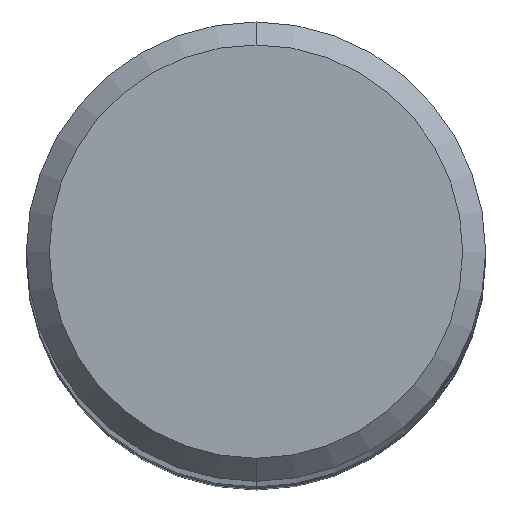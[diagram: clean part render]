
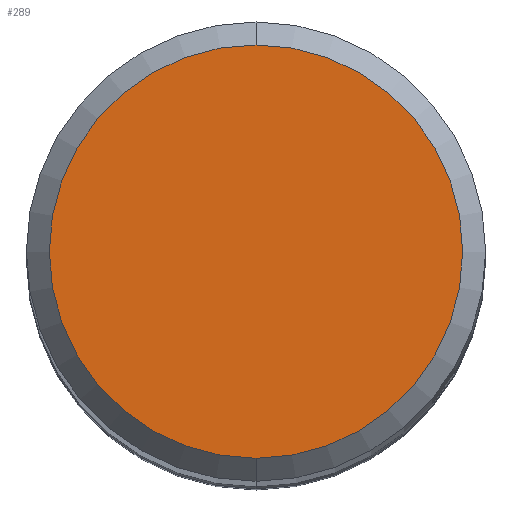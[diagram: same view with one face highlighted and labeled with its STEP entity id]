
A CAD part, top view. The second image highlights one B-rep face of the part: STEP entity #289.
In plain terms, the highlighted planar face has unit normal (0, 0, 1).
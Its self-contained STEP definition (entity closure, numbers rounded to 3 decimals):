
#271=EDGE_CURVE('',#341,#369,#667,.T.);
#289=ADVANCED_FACE('',(#689),#690,.T.);
#341=VERTEX_POINT('',#749);
#369=VERTEX_POINT('',#779);
#581=EDGE_CURVE('',#369,#341,#1009,.T.);
#667=CIRCLE('',#1168,3.6);
#689=FACE_OUTER_BOUND('',#1192,.T.);
#690=PLANE('',#1193);
#749=CARTESIAN_POINT('',(0.,-3.6,0.0));
#779=CARTESIAN_POINT('',(0.0,3.6,0.0));
#1009=CIRCLE('',#1771,3.6);
#1168=AXIS2_PLACEMENT_3D('',#1861,#1862,#1863);
#1192=EDGE_LOOP('',(#1906,#1907));
#1193=AXIS2_PLACEMENT_3D('',#1908,#1909,#1910);
#1771=AXIS2_PLACEMENT_3D('',#2252,#2253,#2254);
#1861=CARTESIAN_POINT('',(0.0,0.0,0.0));
#1862=DIRECTION('',(0.0,0.0,-1.0));
#1863=DIRECTION('',(0.0,1.0,0.0));
#1906=ORIENTED_EDGE('',*,*,#581,.F.);
#1907=ORIENTED_EDGE('',*,*,#271,.F.);
#1908=CARTESIAN_POINT('',(0.0,1.8,0.0));
#1909=DIRECTION('',(-0.0,0.0,1.0));
#1910=DIRECTION('',(0.0,-1.0,0.0));
#2252=CARTESIAN_POINT('',(0.0,0.0,0.0));
#2253=DIRECTION('',(0.0,0.0,-1.0));
#2254=DIRECTION('',(0.0,1.0,0.0));
